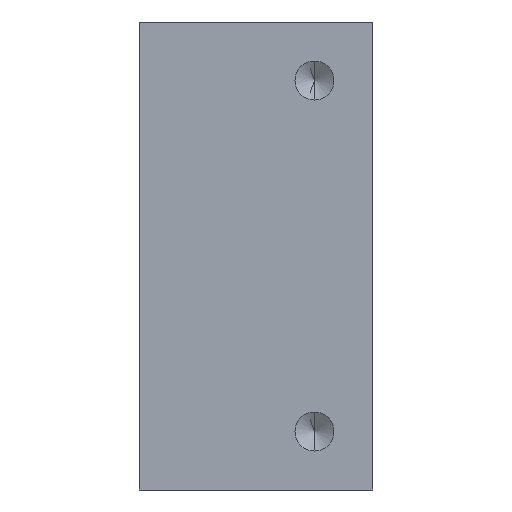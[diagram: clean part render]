
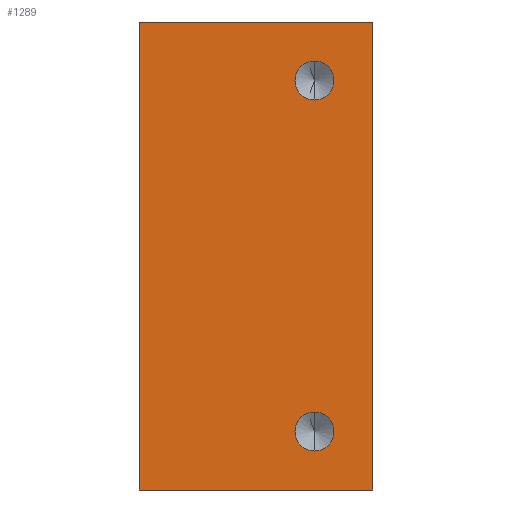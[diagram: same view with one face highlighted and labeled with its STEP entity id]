
A CAD part, front view. The second image highlights one B-rep face of the part: STEP entity #1289.
In plain terms, the highlighted planar face has unit normal (0, -1, 0).
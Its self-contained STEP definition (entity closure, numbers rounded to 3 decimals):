
#2 = DIRECTION ( 'NONE',  ( 0., -1., 0. ) ) ;
#7 = DIRECTION ( 'NONE',  ( 1., 0., 0. ) ) ;
#9 = CIRCLE ( 'NONE', #954, 2.5 ) ;
#26 = ORIENTED_EDGE ( 'NONE', *, *, #772, .F. ) ;
#78 = CARTESIAN_POINT ( 'NONE',  ( 22.5, 0., -22.5 ) ) ;
#94 = LINE ( 'NONE', #331, #419 ) ;
#106 = VERTEX_POINT ( 'NONE', #271 ) ;
#114 = EDGE_CURVE ( 'NONE', #1427, #1251, #747, .T. ) ;
#145 = AXIS2_PLACEMENT_3D ( 'NONE', #1496, #288, #178 ) ;
#148 = CARTESIAN_POINT ( 'NONE',  ( 30., 0., 30. ) ) ;
#160 = EDGE_CURVE ( 'NONE', #1364, #1427, #1361, .T. ) ;
#167 = ORIENTED_EDGE ( 'NONE', *, *, #1477, .F. ) ;
#178 = DIRECTION ( 'NONE',  ( -1., 0., 0. ) ) ;
#180 = DIRECTION ( 'NONE',  ( 0., 0., -1. ) ) ;
#271 = CARTESIAN_POINT ( 'NONE',  ( 22.5, 0., 25. ) ) ;
#288 = DIRECTION ( 'NONE',  ( 0., 1., 0. ) ) ;
#300 = CARTESIAN_POINT ( 'NONE',  ( 22.5, 0., 22.5 ) ) ;
#319 = EDGE_LOOP ( 'NONE', ( #1468, #167 ) ) ;
#331 = CARTESIAN_POINT ( 'NONE',  ( 30., 0., -30. ) ) ;
#402 = DIRECTION ( 'NONE',  ( 0., -1., 0. ) ) ;
#419 = VECTOR ( 'NONE', #534, 1000. ) ;
#434 = CARTESIAN_POINT ( 'NONE',  ( 22.5, 0., -25. ) ) ;
#438 = EDGE_LOOP ( 'NONE', ( #1166, #1478, #619, #1325 ) ) ;
#482 = DIRECTION ( 'NONE',  ( 0., 0., -1. ) ) ;
#485 = VERTEX_POINT ( 'NONE', #601 ) ;
#490 = FACE_BOUND ( 'NONE', #319, .T. ) ;
#523 = LINE ( 'NONE', #1213, #1443 ) ;
#534 = DIRECTION ( 'NONE',  ( 1., 0., 0. ) ) ;
#561 = CIRCLE ( 'NONE', #675, 2.5 ) ;
#598 = CARTESIAN_POINT ( 'NONE',  ( 0., 0., -30. ) ) ;
#599 = DIRECTION ( 'NONE',  ( 0., 0., -1. ) ) ;
#601 = CARTESIAN_POINT ( 'NONE',  ( 22.5, 0., 20. ) ) ;
#610 = VERTEX_POINT ( 'NONE', #636 ) ;
#619 = ORIENTED_EDGE ( 'NONE', *, *, #1204, .T. ) ;
#635 = EDGE_CURVE ( 'NONE', #485, #106, #714, .T. ) ;
#636 = CARTESIAN_POINT ( 'NONE',  ( 30., 0., -30. ) ) ;
#640 = CARTESIAN_POINT ( 'NONE',  ( 22.5, 0., -20. ) ) ;
#657 = VERTEX_POINT ( 'NONE', #434 ) ;
#660 = CARTESIAN_POINT ( 'NONE',  ( 30., 0., 30. ) ) ;
#675 = AXIS2_PLACEMENT_3D ( 'NONE', #1246, #402, #1130 ) ;
#714 = CIRCLE ( 'NONE', #1520, 2.5 ) ;
#719 = CARTESIAN_POINT ( 'NONE',  ( 22.5, 0., -22.5 ) ) ;
#726 = PLANE ( 'NONE',  #145 ) ;
#747 = LINE ( 'NONE', #148, #1097 ) ;
#772 = EDGE_CURVE ( 'NONE', #106, #485, #561, .T. ) ;
#792 = CARTESIAN_POINT ( 'NONE',  ( 0., 0., -30. ) ) ;
#801 = FACE_OUTER_BOUND ( 'NONE', #438, .T. ) ;
#807 = EDGE_CURVE ( 'NONE', #657, #983, #1353, .T. ) ;
#934 = AXIS2_PLACEMENT_3D ( 'NONE', #719, #1450, #599 ) ;
#954 = AXIS2_PLACEMENT_3D ( 'NONE', #78, #2, #1214 ) ;
#971 = CARTESIAN_POINT ( 'NONE',  ( 0., 0., 30. ) ) ;
#983 = VERTEX_POINT ( 'NONE', #640 ) ;
#1026 = DIRECTION ( 'NONE',  ( 0., -1., 0. ) ) ;
#1032 = EDGE_LOOP ( 'NONE', ( #1457, #26 ) ) ;
#1059 = FACE_BOUND ( 'NONE', #1032, .T. ) ;
#1097 = VECTOR ( 'NONE', #7, 1000. ) ;
#1130 = DIRECTION ( 'NONE',  ( 0., 0., -1. ) ) ;
#1134 = VECTOR ( 'NONE', #1327, 1000. ) ;
#1166 = ORIENTED_EDGE ( 'NONE', *, *, #114, .F. ) ;
#1204 = EDGE_CURVE ( 'NONE', #1364, #610, #94, .T. ) ;
#1213 = CARTESIAN_POINT ( 'NONE',  ( 30., 0., 30. ) ) ;
#1214 = DIRECTION ( 'NONE',  ( 0., 0., -1. ) ) ;
#1246 = CARTESIAN_POINT ( 'NONE',  ( 22.5, 0., 22.5 ) ) ;
#1251 = VERTEX_POINT ( 'NONE', #660 ) ;
#1289 = ADVANCED_FACE ( 'NONE', ( #490, #1059, #801 ), #726, .F. ) ;
#1301 = EDGE_CURVE ( 'NONE', #1251, #610, #523, .T. ) ;
#1325 = ORIENTED_EDGE ( 'NONE', *, *, #1301, .F. ) ;
#1327 = DIRECTION ( 'NONE',  ( 0., 0., 1. ) ) ;
#1353 = CIRCLE ( 'NONE', #934, 2.5 ) ;
#1361 = LINE ( 'NONE', #792, #1134 ) ;
#1364 = VERTEX_POINT ( 'NONE', #598 ) ;
#1427 = VERTEX_POINT ( 'NONE', #971 ) ;
#1443 = VECTOR ( 'NONE', #482, 1000. ) ;
#1450 = DIRECTION ( 'NONE',  ( 0., -1., 0. ) ) ;
#1457 = ORIENTED_EDGE ( 'NONE', *, *, #635, .F. ) ;
#1468 = ORIENTED_EDGE ( 'NONE', *, *, #807, .F. ) ;
#1477 = EDGE_CURVE ( 'NONE', #983, #657, #9, .T. ) ;
#1478 = ORIENTED_EDGE ( 'NONE', *, *, #160, .F. ) ;
#1496 = CARTESIAN_POINT ( 'NONE',  ( 30., 0., 30. ) ) ;
#1520 = AXIS2_PLACEMENT_3D ( 'NONE', #300, #1026, #180 ) ;
